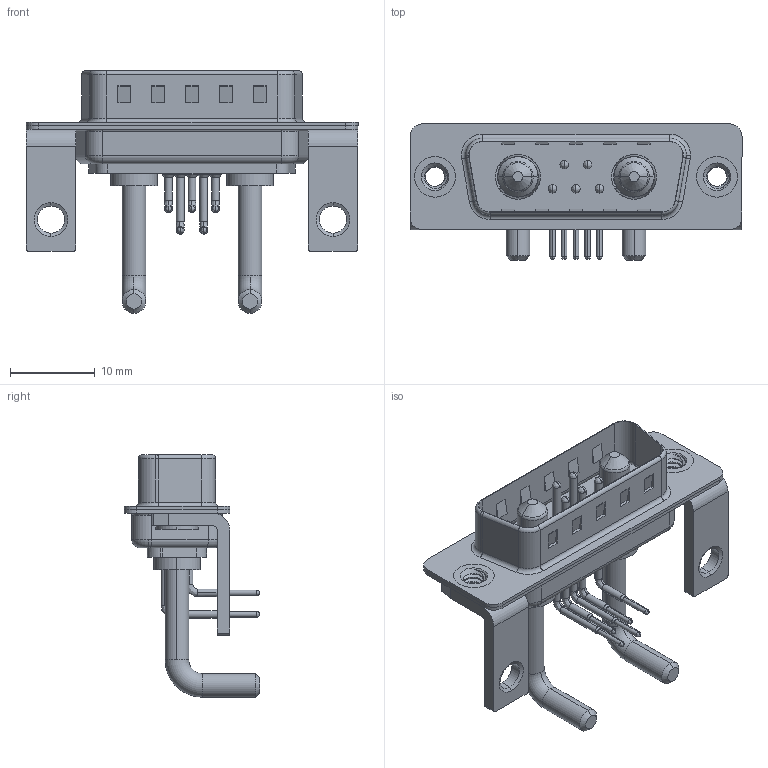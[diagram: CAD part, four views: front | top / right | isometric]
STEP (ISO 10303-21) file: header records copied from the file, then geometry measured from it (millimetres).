
FILE_DESCRIPTION (( 'STEP AP203' ), '1' );
FILE_NAME ('629-7W2-250-2N4.STEP', '2022-05-06T14:53:22', ( '' ), ( '' ), 'SwSTEP 2.0', 'SolidWorks 2020', '' );
FILE_SCHEMA (( 'CONFIG_CONTROL_DESIGN' ));
Length unit declared in the file: millimetre
Products named in the file (9): 629Combo Housing_7W2; Power Pin_Ext 20A RA; 629Combo Stabilizer Bracket; 629Combo Threaded Rivet_3; 629Combo Shell Rear_15 Contacts; 629Combo Contact Row 1; 629Combo Shell Front_15 Contacts; 629-7W2-250-2N4; 629Combo Contact Row 2
Assembly tree (14 placements, depth 2):
  629-7W2-250-2N4
    629Combo Housing_7W2
    629Combo Shell Rear_15 Contacts
    629Combo Shell Front_15 Contacts
    629Combo Threaded Rivet_3  x2
    629Combo Stabilizer Bracket  x2
    Power Pin_Ext 20A RA  x2
    629Combo Contact Row 1  x2
    629Combo Contact Row 2  x3
Bounding box: 39.2 x 16.05 x 28.63 mm (x, y, z)
Volume: 2509.4 mm3; surface area: 5806.1 mm2
Topology: 16 solids, 16 shells, 1016 faces, 2701 edges, 1734 vertices
Faces by surface type: plane 499, cylinder 373, torus 58, cone 48, bspline 38
Entity records: 21648 total; most frequent: CARTESIAN_POINT 4950, DIRECTION 3373, ORIENTED_EDGE 3198, EDGE_CURVE 1599, AXIS2_PLACEMENT_3D 1199, VERTEX_POINT 1027, VECTOR 975, LINE 975
